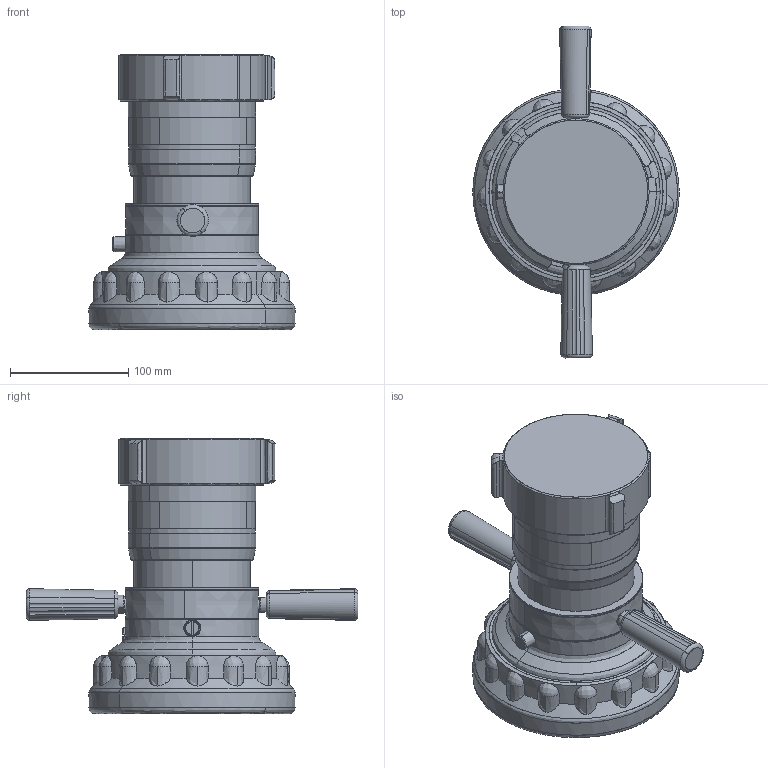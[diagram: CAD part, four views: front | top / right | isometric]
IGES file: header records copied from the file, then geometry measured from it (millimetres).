
Start section: SolidWorks IGES file using analytic representation for surfaces
Global section: file name: SM-1250-3_5.IGS; native system: SolidWorks 2021; preprocessor: SolidWorks 2021; author: kprahl; date: 211102.092553; units: inch
Bounding box: 174.59 x 281.08 x 233.07 mm (x, y, z)
Surface area: 159709.5 mm2 (no closed solid volume)
Topology: 0 solids, 0 shells, 261 faces, 4589 edges, 4588 vertices
Faces by surface type: revolution 136, bspline 125
